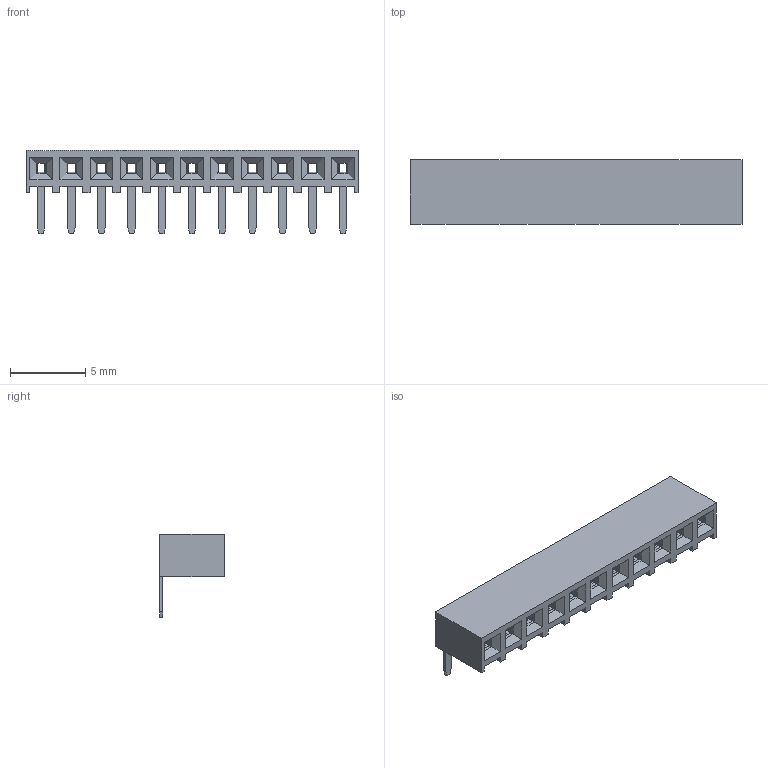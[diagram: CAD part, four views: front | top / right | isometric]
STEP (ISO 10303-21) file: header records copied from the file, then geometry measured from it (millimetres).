
FILE_DESCRIPTION(('STEP AP214'), '1');
FILE_NAME('PBS2-R', '', ('UNSPECIFIED'), ('UNSPECIFIED'), 'ASCON STEP Converter 1.6', 'ASCON Math Kernel', '');
FILE_SCHEMA(('AUTOMOTIVE_DESIGN { 1 0 10303 214 3 1 1}'));
Length unit declared in the file: millimetre
Bounding box: 22 x 4.3 x 5.5 mm (x, y, z)
Volume: 162.9 mm3; surface area: 925.9 mm2
Topology: 12 solids, 12 shells, 798 faces, 2190 edges, 1416 vertices
Faces by surface type: plane 644, cylinder 154
Entity records: 31440 total; most frequent: CARTESIAN_POINT 4405, ORIENTED_EDGE 4380, DIRECTION 4096, EDGE_CURVE 2190, LINE 1882, VECTOR 1882, VERTEX_POINT 1416, AXIS2_PLACEMENT_3D 1107
